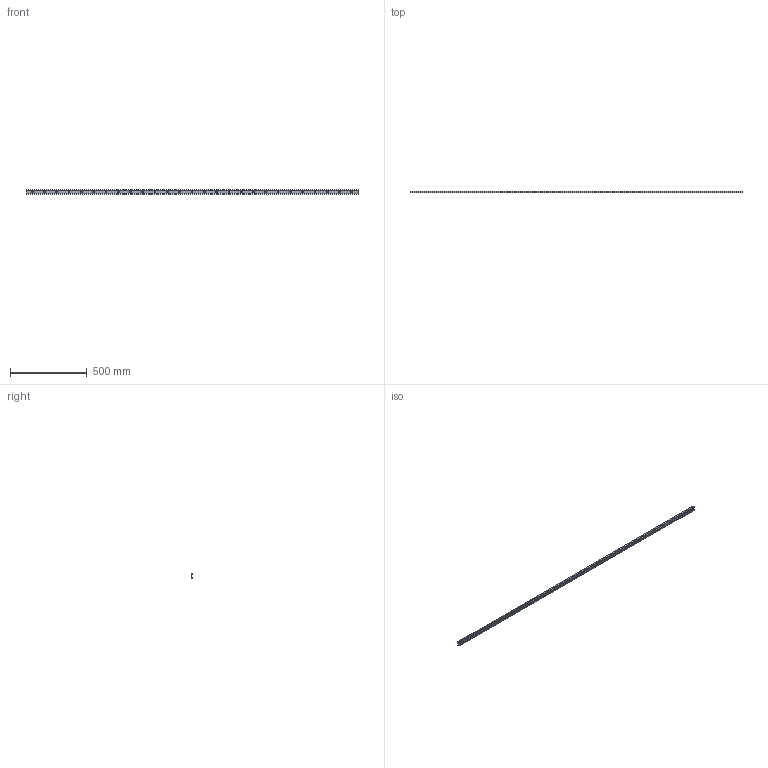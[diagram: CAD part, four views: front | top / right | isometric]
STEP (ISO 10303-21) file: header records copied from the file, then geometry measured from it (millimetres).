
FILE_DESCRIPTION((''),'2;1');
FILE_NAME('LCX 28H-2160.V.stp','2016-04-28T13:30:25',('MRathmann'),(''),'Autodesk Inventor 2012','Autodesk Inventor 2012','');
FILE_SCHEMA(('CONFIG_CONTROL_DESIGN'));
Length unit declared in the file: millimetre
Products named in the file (1): LCX 28H-2160.V
Bounding box: 2160 x 12.3 x 28 mm (x, y, z)
Volume: 351019.1 mm3; surface area: 208195 mm2
Topology: 1 solids, 1 shells, 78 faces, 201 edges, 125 vertices
Faces by surface type: cylinder 38, cone 27, plane 13
Full cylindrical faces by diameter (mm): 5.5 x27
Entity records: 2256 total; most frequent: DIRECTION 408, CARTESIAN_POINT 351, ORIENTED_EDGE 294, EDGE_LOOP 186, AXIS2_PLACEMENT_3D 182, EDGE_CURVE 147, VERTEX_POINT 125, FACE_BOUND 108
